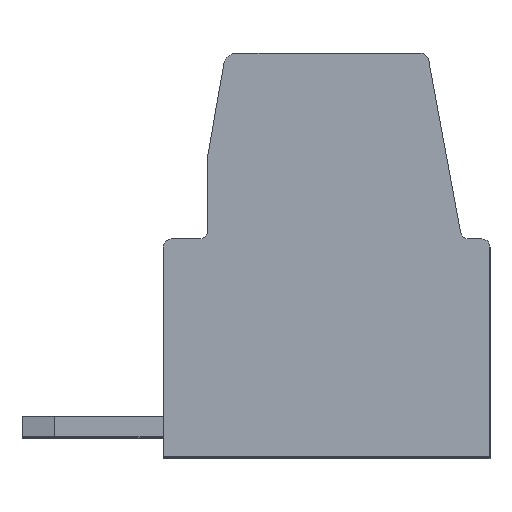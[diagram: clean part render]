
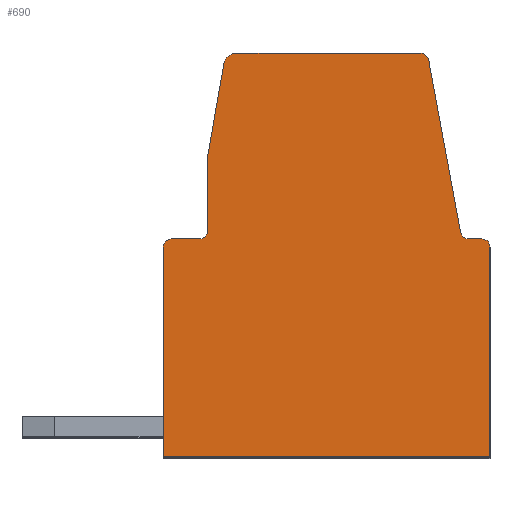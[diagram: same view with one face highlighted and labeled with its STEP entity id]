
A CAD part, top view. The second image highlights one B-rep face of the part: STEP entity #690.
In plain terms, the highlighted planar face has unit normal (0, 0, 1).
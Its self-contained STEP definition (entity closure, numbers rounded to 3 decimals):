
#690 = ADVANCED_FACE( '', ( #1425 ), #1426, .F. );
#1425 = FACE_OUTER_BOUND( '', #2219, .T. );
#1426 = PLANE( '', #2220 );
#2219 = EDGE_LOOP( '', ( #4096, #4097, #4098, #4099, #4100, #4101, #4102, #4103, #4104, #4105, #4106, #4107, #4108, #4109, #4110 ) );
#2220 = AXIS2_PLACEMENT_3D( '', #4111, #4112, #4113 );
#4096 = ORIENTED_EDGE( '', *, *, #5645, .T. );
#4097 = ORIENTED_EDGE( '', *, *, #5646, .T. );
#4098 = ORIENTED_EDGE( '', *, *, #5545, .F. );
#4099 = ORIENTED_EDGE( '', *, *, #5252, .T. );
#4100 = ORIENTED_EDGE( '', *, *, #5470, .T. );
#4101 = ORIENTED_EDGE( '', *, *, #5207, .T. );
#4102 = ORIENTED_EDGE( '', *, *, #5647, .T. );
#4103 = ORIENTED_EDGE( '', *, *, #5648, .T. );
#4104 = ORIENTED_EDGE( '', *, *, #5362, .F. );
#4105 = ORIENTED_EDGE( '', *, *, #5126, .T. );
#4106 = ORIENTED_EDGE( '', *, *, #5649, .F. );
#4107 = ORIENTED_EDGE( '', *, *, #5120, .T. );
#4108 = ORIENTED_EDGE( '', *, *, #5650, .T. );
#4109 = ORIENTED_EDGE( '', *, *, #5651, .T. );
#4110 = ORIENTED_EDGE( '', *, *, #5652, .F. );
#4111 = CARTESIAN_POINT( '', ( 0.81, -4.4, 0. ) );
#4112 = DIRECTION( '', ( 0., 0., -1. ) );
#4113 = DIRECTION( '', ( 0., 1., 0. ) );
#5120 = EDGE_CURVE( '', #6264, #6262, #6265, .T. );
#5126 = EDGE_CURVE( '', #6275, #6273, #6276, .T. );
#5207 = EDGE_CURVE( '', #6406, #6407, #6408, .T. );
#5252 = EDGE_CURVE( '', #6473, #6471, #6474, .T. );
#5362 = EDGE_CURVE( '', #6275, #6637, #6638, .T. );
#5470 = EDGE_CURVE( '', #6471, #6406, #6795, .T. );
#5545 = EDGE_CURVE( '', #6473, #6895, #6896, .T. );
#5645 = EDGE_CURVE( '', #7018, #7019, #7020, .T. );
#5646 = EDGE_CURVE( '', #7019, #6895, #7021, .T. );
#5647 = EDGE_CURVE( '', #6407, #7022, #7023, .T. );
#5648 = EDGE_CURVE( '', #7022, #6637, #7024, .T. );
#5649 = EDGE_CURVE( '', #6264, #6273, #7025, .T. );
#5650 = EDGE_CURVE( '', #6262, #7026, #7027, .T. );
#5651 = EDGE_CURVE( '', #7026, #7028, #7029, .T. );
#5652 = EDGE_CURVE( '', #7018, #7028, #7030, .T. );
#6262 = VERTEX_POINT( '', #7861 );
#6264 = VERTEX_POINT( '', #7864 );
#6265 = LINE( '', #7865, #7866 );
#6273 = VERTEX_POINT( '', #7877 );
#6275 = VERTEX_POINT( '', #7880 );
#6276 = LINE( '', #7881, #7882 );
#6406 = VERTEX_POINT( '', #8062 );
#6407 = VERTEX_POINT( '', #8063 );
#6408 = LINE( '', #8064, #8065 );
#6471 = VERTEX_POINT( '', #8159 );
#6473 = VERTEX_POINT( '', #8162 );
#6474 = LINE( '', #8163, #8164 );
#6637 = VERTEX_POINT( '', #8404 );
#6638 = CIRCLE( '', #8405, 0.2 );
#6795 = CIRCLE( '', #8639, 0.2 );
#6895 = VERTEX_POINT( '', #8785 );
#6896 = CIRCLE( '', #8786, 0.2 );
#7018 = VERTEX_POINT( '', #8964 );
#7019 = VERTEX_POINT( '', #8965 );
#7020 = LINE( '', #8966, #8967 );
#7021 = LINE( '', #8968, #8969 );
#7022 = VERTEX_POINT( '', #8970 );
#7023 = LINE( '', #8971, #8972 );
#7024 = LINE( '', #8973, #8974 );
#7025 = CIRCLE( '', #8975, 0.2 );
#7026 = VERTEX_POINT( '', #8976 );
#7027 = CIRCLE( '', #8977, 0.2 );
#7028 = VERTEX_POINT( '', #8978 );
#7029 = LINE( '', #8979, #8980 );
#7030 = CIRCLE( '', #8981, 0.3 );
#7861 = CARTESIAN_POINT( '', ( -1.52, 9.836, 0. ) );
#7864 = CARTESIAN_POINT( '', ( -0.728, 5.564, 0. ) );
#7865 = CARTESIAN_POINT( '', ( 3.721, -18.438, 0. ) );
#7866 = VECTOR( '', #9460, 1000. );
#7877 = CARTESIAN_POINT( '', ( -0.531, 5.4, 0. ) );
#7880 = CARTESIAN_POINT( '', ( -0.2, 5.4, 0. ) );
#7881 = CARTESIAN_POINT( '', ( -16.414, 5.4, 0. ) );
#7882 = VECTOR( '', #9465, 1000. );
#8062 = CARTESIAN_POINT( '', ( -8.1, 5.2, 0. ) );
#8063 = CARTESIAN_POINT( '', ( -8.1, 0., 0. ) );
#8064 = CARTESIAN_POINT( '', ( -8.1, -18.438, 0. ) );
#8065 = VECTOR( '', #9555, 1000. );
#8159 = CARTESIAN_POINT( '', ( -7.9, 5.4, 0. ) );
#8162 = CARTESIAN_POINT( '', ( -7.2, 5.4, 0. ) );
#8163 = CARTESIAN_POINT( '', ( -16.414, 5.4, 0. ) );
#8164 = VECTOR( '', #9591, 1000. );
#8404 = CARTESIAN_POINT( '', ( 0., 5.2, 0. ) );
#8405 = AXIS2_PLACEMENT_3D( '', #9681, #9682, #9683 );
#8639 = AXIS2_PLACEMENT_3D( '', #9782, #9783, #9784 );
#8785 = CARTESIAN_POINT( '', ( -7., 5.6, 0. ) );
#8786 = AXIS2_PLACEMENT_3D( '', #9840, #9841, #9842 );
#8964 = CARTESIAN_POINT( '', ( -6.594, 9.752, 0. ) );
#8965 = CARTESIAN_POINT( '', ( -7., 7.448, 0. ) );
#8966 = CARTESIAN_POINT( '', ( -11.564, -18.438, 0. ) );
#8967 = VECTOR( '', #9923, 1000. );
#8968 = CARTESIAN_POINT( '', ( -7., -18.438, 0. ) );
#8969 = VECTOR( '', #9924, 1000. );
#8970 = CARTESIAN_POINT( '', ( 0., 0., 0. ) );
#8971 = CARTESIAN_POINT( '', ( -16.414, 0., 0. ) );
#8972 = VECTOR( '', #9925, 1000. );
#8973 = CARTESIAN_POINT( '', ( 0., -18.438, 0. ) );
#8974 = VECTOR( '', #9926, 1000. );
#8975 = AXIS2_PLACEMENT_3D( '', #9927, #9928, #9929 );
#8976 = CARTESIAN_POINT( '', ( -1.716, 10., 0. ) );
#8977 = AXIS2_PLACEMENT_3D( '', #9930, #9931, #9932 );
#8978 = CARTESIAN_POINT( '', ( -6.298, 10., 0. ) );
#8979 = CARTESIAN_POINT( '', ( -16.414, 10., 0. ) );
#8980 = VECTOR( '', #9933, 1000. );
#8981 = AXIS2_PLACEMENT_3D( '', #9934, #9935, #9936 );
#9460 = DIRECTION( '', ( -0.182, 0.983, 0. ) );
#9465 = DIRECTION( '', ( -1., 0., 0. ) );
#9555 = DIRECTION( '', ( 0., -1., 0. ) );
#9591 = DIRECTION( '', ( -1., 0., 0. ) );
#9681 = CARTESIAN_POINT( '', ( -0.2, 5.2, 0. ) );
#9682 = DIRECTION( '', ( 0., 0., -1. ) );
#9683 = DIRECTION( '', ( -1., 0., 0. ) );
#9782 = CARTESIAN_POINT( '', ( -7.9, 5.2, 0. ) );
#9783 = DIRECTION( '', ( 0., 0., 1. ) );
#9784 = DIRECTION( '', ( 1., 0., 0. ) );
#9840 = CARTESIAN_POINT( '', ( -7.2, 5.6, 0. ) );
#9841 = DIRECTION( '', ( 0., 0., 1. ) );
#9842 = DIRECTION( '', ( 1., 0., 0. ) );
#9923 = DIRECTION( '', ( -0.174, -0.985, 0. ) );
#9924 = DIRECTION( '', ( 0., -1., 0. ) );
#9925 = DIRECTION( '', ( 1., 0., 0. ) );
#9926 = DIRECTION( '', ( 0., 1., 0. ) );
#9927 = CARTESIAN_POINT( '', ( -0.531, 5.6, 0. ) );
#9928 = DIRECTION( '', ( 0., 0., 1. ) );
#9929 = DIRECTION( '', ( 1., 0., 0. ) );
#9930 = CARTESIAN_POINT( '', ( -1.716, 9.8, 0. ) );
#9931 = DIRECTION( '', ( 0., 0., 1. ) );
#9932 = DIRECTION( '', ( 1., 0., 0. ) );
#9933 = DIRECTION( '', ( -1., 0., 0. ) );
#9934 = CARTESIAN_POINT( '', ( -6.298, 9.7, 0. ) );
#9935 = DIRECTION( '', ( 0., 0., -1. ) );
#9936 = DIRECTION( '', ( -1., 0., 0. ) );
